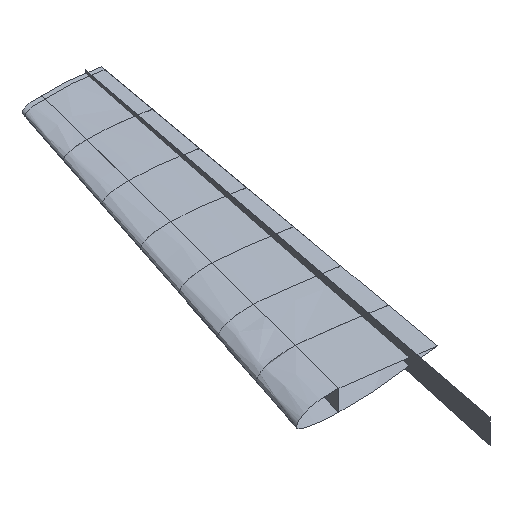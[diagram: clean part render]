
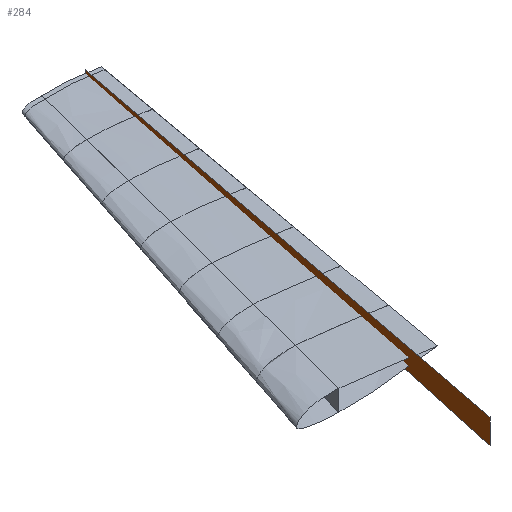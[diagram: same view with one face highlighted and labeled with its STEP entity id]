
A CAD part, isometric view. The second image highlights one B-rep face of the part: STEP entity #284.
In plain terms, the highlighted planar face has unit normal (0.999, -0.042, 0).
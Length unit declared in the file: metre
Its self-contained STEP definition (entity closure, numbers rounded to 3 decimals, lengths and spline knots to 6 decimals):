
#129=ORIENTED_EDGE('',*,*,#166,.T.);
#130=ORIENTED_EDGE('',*,*,#167,.T.);
#131=ORIENTED_EDGE('',*,*,#168,.T.);
#132=ORIENTED_EDGE('',*,*,#169,.T.);
#166=EDGE_CURVE('',#203,#204,#221,.T.);
#167=EDGE_CURVE('',#204,#205,#222,.T.);
#168=EDGE_CURVE('',#205,#206,#223,.T.);
#169=EDGE_CURVE('',#206,#203,#224,.T.);
#203=VERTEX_POINT('',#6367);
#204=VERTEX_POINT('',#6368);
#205=VERTEX_POINT('',#6370);
#206=VERTEX_POINT('',#6372);
#221=LINE('',#6366,#239);
#222=LINE('',#6369,#240);
#223=LINE('',#6371,#241);
#224=LINE('',#6373,#242);
#239=VECTOR('',#522,1.);
#240=VECTOR('',#523,1.);
#241=VECTOR('',#524,1.);
#242=VECTOR('',#525,1.);
#253=EDGE_LOOP('',(#129,#130,#131,#132));
#264=FACE_BOUND('',#253,.T.);
#273=PLANE('',#461);
#284=ADVANCED_FACE('',(#264),#273,.T.);
#461=AXIS2_PLACEMENT_3D('',#6365,#520,#521);
#520=DIRECTION('',(0.999,-0.042,0.));
#521=DIRECTION('',(-0.041,-0.981,-0.187));
#522=DIRECTION('',(-0.041,-0.981,-0.187));
#523=DIRECTION('',(0.,0.,-1.));
#524=DIRECTION('',(0.041,0.974,0.224));
#525=DIRECTION('',(0.,0.,1.));
#6365=CARTESIAN_POINT('',(2.072063,5.519687,1.259882));
#6366=CARTESIAN_POINT('',(1.927005,2.069453,0.601806));
#6367=CARTESIAN_POINT('',(2.072063,5.519687,1.259882));
#6368=CARTESIAN_POINT('',(1.781948,-1.38078,-0.05627));
#6369=CARTESIAN_POINT('',(1.781948,-1.38078,-0.257685));
#6370=CARTESIAN_POINT('',(1.781948,-1.38078,-0.4591));
#6371=CARTESIAN_POINT('',(1.927005,2.069453,0.335121));
#6372=CARTESIAN_POINT('',(2.072063,5.519687,1.129341));
#6373=CARTESIAN_POINT('',(2.072063,5.519687,1.194611));
